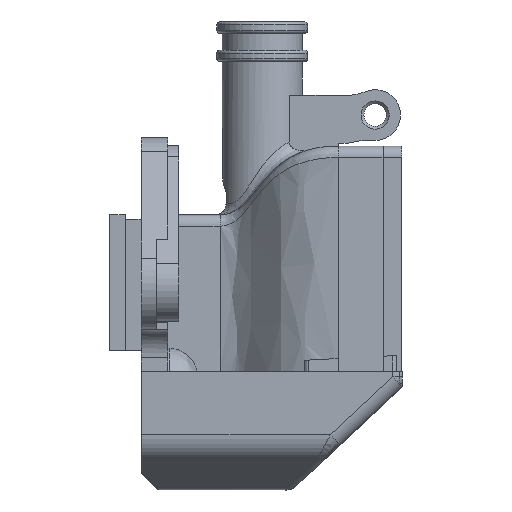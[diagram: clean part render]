
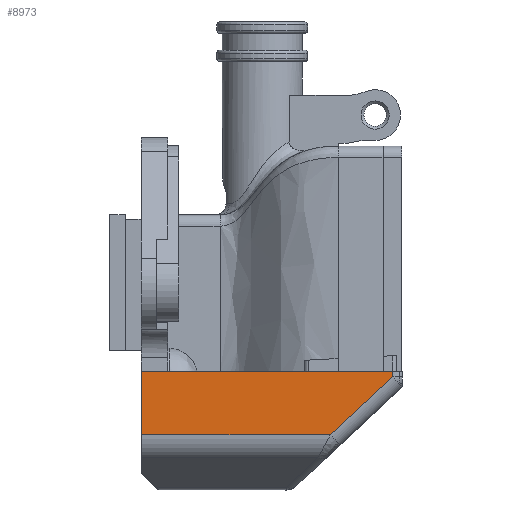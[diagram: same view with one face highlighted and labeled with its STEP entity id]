
A CAD part, left-side view. The second image highlights one B-rep face of the part: STEP entity #8973.
In plain terms, the highlighted planar face has unit normal (-1, 0, 0).
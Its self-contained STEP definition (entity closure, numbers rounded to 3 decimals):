
#581=PLANE('',#9790);
#1167=FACE_OUTER_BOUND('',#1713,.T.);
#1713=EDGE_LOOP('',(#7902,#7903,#7904,#7905,#7906));
#2447=LINE('',#19211,#3197);
#2448=LINE('',#19213,#3198);
#2449=LINE('',#19215,#3199);
#2450=LINE('',#19217,#3200);
#2451=LINE('',#19218,#3201);
#3197=VECTOR('',#11939,1000.);
#3198=VECTOR('',#11940,1000.);
#3199=VECTOR('',#11941,1000.);
#3200=VECTOR('',#11942,10.);
#3201=VECTOR('',#11943,1000.);
#4409=VERTEX_POINT('',#19209);
#4410=VERTEX_POINT('',#19210);
#4411=VERTEX_POINT('',#19212);
#4412=VERTEX_POINT('',#19214);
#4413=VERTEX_POINT('',#19216);
#5619=EDGE_CURVE('',#4409,#4410,#2447,.F.);
#5620=EDGE_CURVE('',#4410,#4411,#2448,.T.);
#5621=EDGE_CURVE('',#4411,#4412,#2449,.F.);
#5622=EDGE_CURVE('',#4413,#4412,#2450,.T.);
#5623=EDGE_CURVE('',#4413,#4409,#2451,.T.);
#7902=ORIENTED_EDGE('',*,*,#5619,.T.);
#7903=ORIENTED_EDGE('',*,*,#5620,.T.);
#7904=ORIENTED_EDGE('',*,*,#5621,.T.);
#7905=ORIENTED_EDGE('',*,*,#5622,.F.);
#7906=ORIENTED_EDGE('',*,*,#5623,.T.);
#8973=ADVANCED_FACE('',(#1167),#581,.F.);
#9790=AXIS2_PLACEMENT_3D('',#19208,#11937,#11938);
#11937=DIRECTION('center_axis',(1.,0.,0.));
#11938=DIRECTION('ref_axis',(0.,0.,-1.));
#11939=DIRECTION('',(0.,1.,0.));
#11940=DIRECTION('',(0.,-0.731,0.682));
#11941=DIRECTION('',(0.,0.,-1.));
#11942=DIRECTION('',(0.,-1.,0.));
#11943=DIRECTION('',(0.,0.,-1.));
#19208=CARTESIAN_POINT('Origin',(-91.,-4.802,-9.842));
#19209=CARTESIAN_POINT('',(-91.,-0.1,-24.771));
#19210=CARTESIAN_POINT('',(-91.,-33.564,-24.771));
#19211=CARTESIAN_POINT('',(-91.,-23.6,-24.771));
#19212=CARTESIAN_POINT('',(-91.,-44.6,-14.48));
#19213=CARTESIAN_POINT('',(-91.,-44.6,-14.48));
#19214=CARTESIAN_POINT('',(-91.,-44.6,-13.567));
#19215=CARTESIAN_POINT('',(-91.,-44.6,-2.067));
#19216=CARTESIAN_POINT('',(-91.,-0.1,-13.567));
#19217=CARTESIAN_POINT('',(-91.,-14.201,-13.567));
#19218=CARTESIAN_POINT('',(-91.,-0.1,-9.842));
